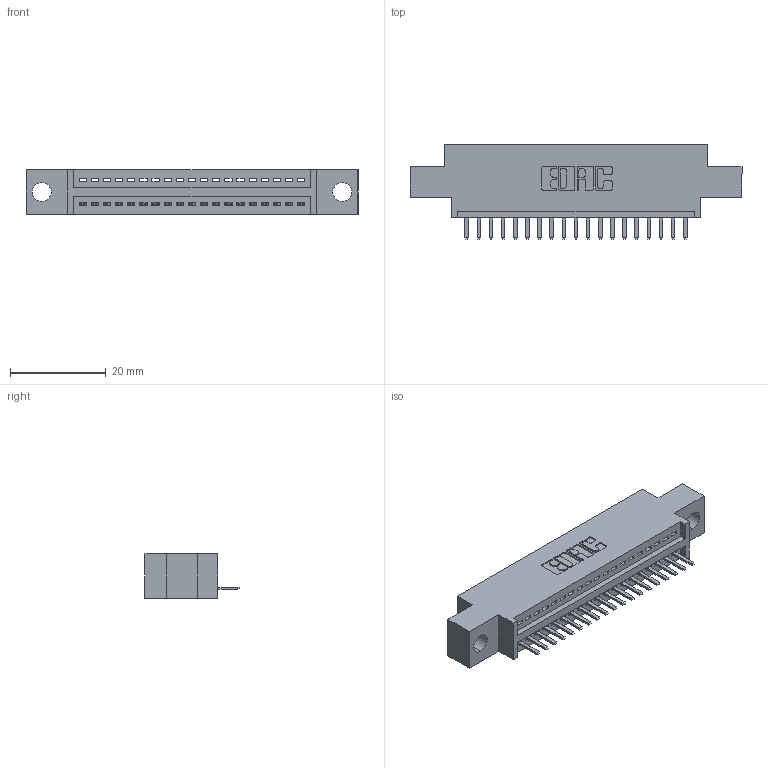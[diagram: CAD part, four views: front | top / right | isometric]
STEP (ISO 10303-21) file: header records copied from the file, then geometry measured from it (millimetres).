
FILE_DESCRIPTION (( 'STEP AP203' ), '1' );
FILE_NAME ('345-019-520-604.STEP', '2019-10-04T18:36:34', ( '' ), ( '' ), 'SwSTEP 2.0', 'SolidWorks 2016', '' );
FILE_SCHEMA (( 'CONFIG_CONTROL_DESIGN' ));
Length unit declared in the file: inch
Products named in the file (3): 345 Part_0.170 Offset - 0.156 Dia-TH; 345-019-520-604; 345-292-001_345-293-120
Assembly tree (20 placements, depth 2):
  345-019-520-604
    345 Part_0.170 Offset - 0.156 Dia-TH
    345-292-001_345-293-120  x19
Bounding box: 69.47 x 19.68 x 9.4 mm (x, y, z)
Volume: 6153.9 mm3; surface area: 7621.9 mm2
Topology: 20 solids, 20 shells, 1308 faces, 3849 edges, 2514 vertices
Faces by surface type: plane 882, cylinder 426
Entity records: 17645 total; most frequent: CARTESIAN_POINT 3077, ORIENTED_EDGE 3018, DIRECTION 2707, EDGE_CURVE 1509, LINE 1297, VECTOR 1297, VERTEX_POINT 1002, AXIS2_PLACEMENT_3D 705
